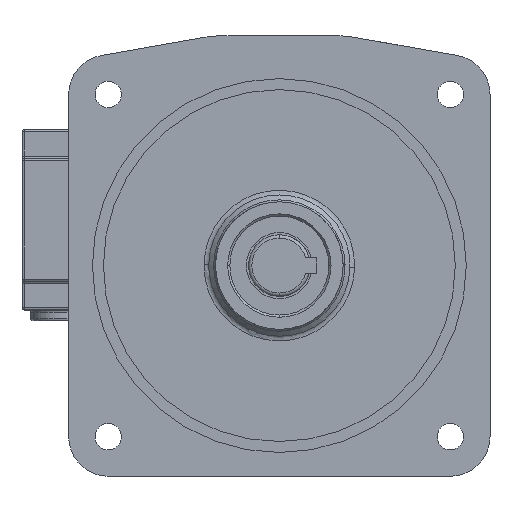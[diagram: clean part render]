
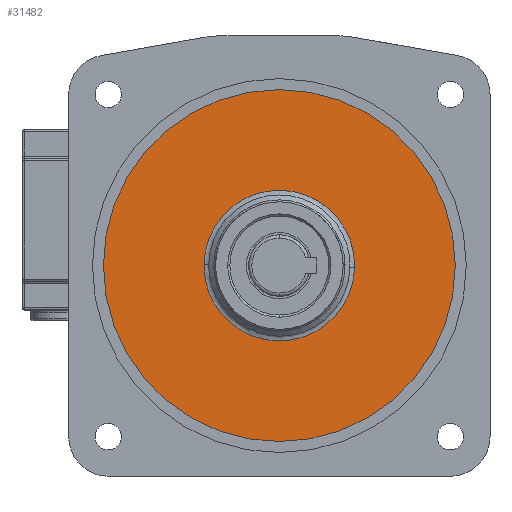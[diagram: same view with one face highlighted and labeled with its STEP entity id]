
A CAD part, front view. The second image highlights one B-rep face of the part: STEP entity #31482.
In plain terms, the highlighted planar face has unit normal (0, -1, 0).
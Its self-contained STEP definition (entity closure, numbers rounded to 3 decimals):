
#1206 = DIRECTION ( 'NONE',  ( 0., 0., 1. ) ) ;
#1355 = EDGE_LOOP ( 'NONE', ( #20804, #47400 ) ) ;
#1517 = EDGE_LOOP ( 'NONE', ( #9799, #33456, #33625, #16617 ) ) ;
#2371 = AXIS2_PLACEMENT_3D ( 'NONE', #9813, #24583, #39384 ) ;
#3730 = AXIS2_PLACEMENT_3D ( 'NONE', #46105, #27189, #45147 ) ;
#6655 = CIRCLE ( 'NONE', #24476, 80. ) ;
#6764 = CARTESIAN_POINT ( 'NONE',  ( 34.235, 0., -21.521 ) ) ;
#6928 = VERTEX_POINT ( 'NONE', #22304 ) ;
#8682 = DIRECTION ( 'NONE',  ( 0., -1., 0. ) ) ;
#9590 = CIRCLE ( 'NONE', #16532, 34.242 ) ;
#9799 = ORIENTED_EDGE ( 'NONE', *, *, #21938, .F. ) ;
#9813 = CARTESIAN_POINT ( 'NONE',  ( 0., 0., -20.8 ) ) ;
#10448 = CIRCLE ( 'NONE', #46819, 34.243 ) ;
#12411 = FACE_BOUND ( 'NONE', #1517, .T. ) ;
#13127 = VERTEX_POINT ( 'NONE', #6764 ) ;
#13529 = CIRCLE ( 'NONE', #19714, 80. ) ;
#14470 = CARTESIAN_POINT ( 'NONE',  ( 0., 0., -20.8 ) ) ;
#15566 = PLANE ( 'NONE',  #3730 ) ;
#16263 = VERTEX_POINT ( 'NONE', #17621 ) ;
#16532 = AXIS2_PLACEMENT_3D ( 'NONE', #37433, #18992, #18278 ) ;
#16617 = ORIENTED_EDGE ( 'NONE', *, *, #34904, .F. ) ;
#17621 = CARTESIAN_POINT ( 'NONE',  ( -34.235, 0., -20.08 ) ) ;
#18278 = DIRECTION ( 'NONE',  ( 1., 0., 0. ) ) ;
#18346 = DIRECTION ( 'NONE',  ( 0., 1., 0. ) ) ;
#18992 = DIRECTION ( 'NONE',  ( 0., -1., 0. ) ) ;
#19714 = AXIS2_PLACEMENT_3D ( 'NONE', #37505, #18346, #37979 ) ;
#19893 = CARTESIAN_POINT ( 'NONE',  ( 0., 0., -20.8 ) ) ;
#20804 = ORIENTED_EDGE ( 'NONE', *, *, #36317, .F. ) ;
#21078 = AXIS2_PLACEMENT_3D ( 'NONE', #14470, #21724, #32431 ) ;
#21724 = DIRECTION ( 'NONE',  ( 0., -1., 0. ) ) ;
#21938 = EDGE_CURVE ( 'NONE', #13127, #38915, #40348, .T. ) ;
#22304 = CARTESIAN_POINT ( 'NONE',  ( 0., 0., 59.2 ) ) ;
#22635 = CARTESIAN_POINT ( 'NONE',  ( -34.243, 0., -20.793 ) ) ;
#22816 = DIRECTION ( 'NONE',  ( 0., 1., 0. ) ) ;
#23267 = EDGE_CURVE ( 'NONE', #29607, #13127, #42003, .T. ) ;
#23470 = DIRECTION ( 'NONE',  ( -1., 0., 0.021 ) ) ;
#24476 = AXIS2_PLACEMENT_3D ( 'NONE', #19893, #22816, #1206 ) ;
#24583 = DIRECTION ( 'NONE',  ( 0., -1., 0. ) ) ;
#26410 = EDGE_CURVE ( 'NONE', #16263, #29607, #10448, .T. ) ;
#27189 = DIRECTION ( 'NONE',  ( 0., 1., 0. ) ) ;
#27430 = FACE_OUTER_BOUND ( 'NONE', #1355, .T. ) ;
#29015 = EDGE_CURVE ( 'NONE', #6928, #46571, #6655, .T. ) ;
#29607 = VERTEX_POINT ( 'NONE', #22635 ) ;
#31482 = ADVANCED_FACE ( 'NONE', ( #27430, #12411 ), #15566, .F. ) ;
#32431 = DIRECTION ( 'NONE',  ( -1., 0., 0. ) ) ;
#33456 = ORIENTED_EDGE ( 'NONE', *, *, #23267, .F. ) ;
#33625 = ORIENTED_EDGE ( 'NONE', *, *, #26410, .F. ) ;
#34415 = CARTESIAN_POINT ( 'NONE',  ( 0., 0., -20.8 ) ) ;
#34904 = EDGE_CURVE ( 'NONE', #38915, #16263, #9590, .T. ) ;
#36317 = EDGE_CURVE ( 'NONE', #46571, #6928, #13529, .T. ) ;
#37433 = CARTESIAN_POINT ( 'NONE',  ( 0., 0., -20.8 ) ) ;
#37505 = CARTESIAN_POINT ( 'NONE',  ( 0., 0., -20.8 ) ) ;
#37979 = DIRECTION ( 'NONE',  ( 0., 0., -1. ) ) ;
#38915 = VERTEX_POINT ( 'NONE', #39475 ) ;
#39067 = CARTESIAN_POINT ( 'NONE',  ( 0., 0., -100.8 ) ) ;
#39384 = DIRECTION ( 'NONE',  ( 1., 0., -0.021 ) ) ;
#39475 = CARTESIAN_POINT ( 'NONE',  ( 34.242, 0., -20.807 ) ) ;
#40348 = CIRCLE ( 'NONE', #2371, 34.243 ) ;
#42003 = CIRCLE ( 'NONE', #21078, 34.242 ) ;
#45147 = DIRECTION ( 'NONE',  ( 1., 0., 0. ) ) ;
#46105 = CARTESIAN_POINT ( 'NONE',  ( 0., 0., 0. ) ) ;
#46571 = VERTEX_POINT ( 'NONE', #39067 ) ;
#46819 = AXIS2_PLACEMENT_3D ( 'NONE', #34415, #8682, #23470 ) ;
#47400 = ORIENTED_EDGE ( 'NONE', *, *, #29015, .F. ) ;
